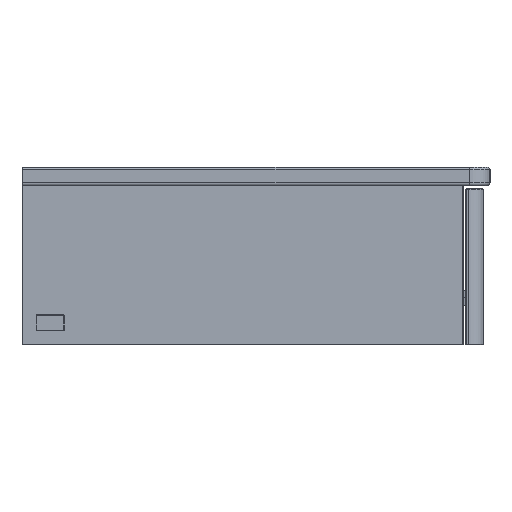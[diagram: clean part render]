
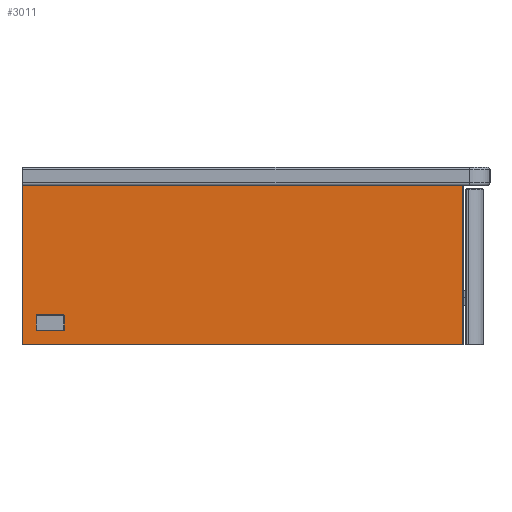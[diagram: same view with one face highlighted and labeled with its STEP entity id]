
A CAD part, left-side view. The second image highlights one B-rep face of the part: STEP entity #3011.
In plain terms, the highlighted planar face has unit normal (-1, 0, 0).
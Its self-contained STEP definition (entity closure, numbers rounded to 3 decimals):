
#2938=CARTESIAN_POINT('',(5061.641,2106.004,170.0));
#2939=VERTEX_POINT('',#2938);
#2946=CARTESIAN_POINT('',(5061.641,1635.004,170.0));
#2947=VERTEX_POINT('',#2946);
#2948=CARTESIAN_POINT('',(5061.641,2106.004,170.0));
#2949=DIRECTION('',(0.0,-1.0,0.0));
#2950=VECTOR('',#2949,471.0);
#2951=LINE('',#2948,#2950);
#2952=EDGE_CURVE('',#2939,#2947,#2951,.T.);
#2970=CARTESIAN_POINT('',(5061.641,1635.004,0.0));
#2971=VERTEX_POINT('',#2970);
#2972=CARTESIAN_POINT('',(5061.641,1635.004,170.0));
#2973=DIRECTION('',(0.0,0.0,-1.0));
#2974=VECTOR('',#2973,170.0);
#2975=LINE('',#2972,#2974);
#2976=EDGE_CURVE('',#2947,#2971,#2975,.T.);
#2988=CARTESIAN_POINT('',(5061.641,1870.504,-0.001));
#2989=DIRECTION('',(-1.0,0.0,0.0));
#2990=DIRECTION('',(0.0,0.0,1.0));
#2991=AXIS2_PLACEMENT_3D('',#2988,#2989,#2990);
#2992=PLANE('',#2991);
#2993=ORIENTED_EDGE('',*,*,#2976,.F.);
#2994=ORIENTED_EDGE('',*,*,#2952,.F.);
#2995=CARTESIAN_POINT('',(5061.641,2106.004,0.0));
#2996=VERTEX_POINT('',#2995);
#2997=CARTESIAN_POINT('',(5061.641,2106.004,0.0));
#2998=DIRECTION('',(0.0,0.0,1.0));
#2999=VECTOR('',#2998,170.0);
#3000=LINE('',#2997,#2999);
#3001=EDGE_CURVE('',#2996,#2939,#3000,.T.);
#3002=ORIENTED_EDGE('',*,*,#3001,.F.);
#3003=CARTESIAN_POINT('',(5061.641,2106.004,0.0));
#3004=DIRECTION('',(0.0,-1.0,0.0));
#3005=VECTOR('',#3004,471.0);
#3006=LINE('',#3003,#3005);
#3007=EDGE_CURVE('',#2996,#2971,#3006,.T.);
#3008=ORIENTED_EDGE('',*,*,#3007,.T.);
#3009=EDGE_LOOP('',(#2993,#2994,#3002,#3008));
#3010=FACE_OUTER_BOUND('',#3009,.T.);
#3011=ADVANCED_FACE('',(#3010),#2992,.T.);
